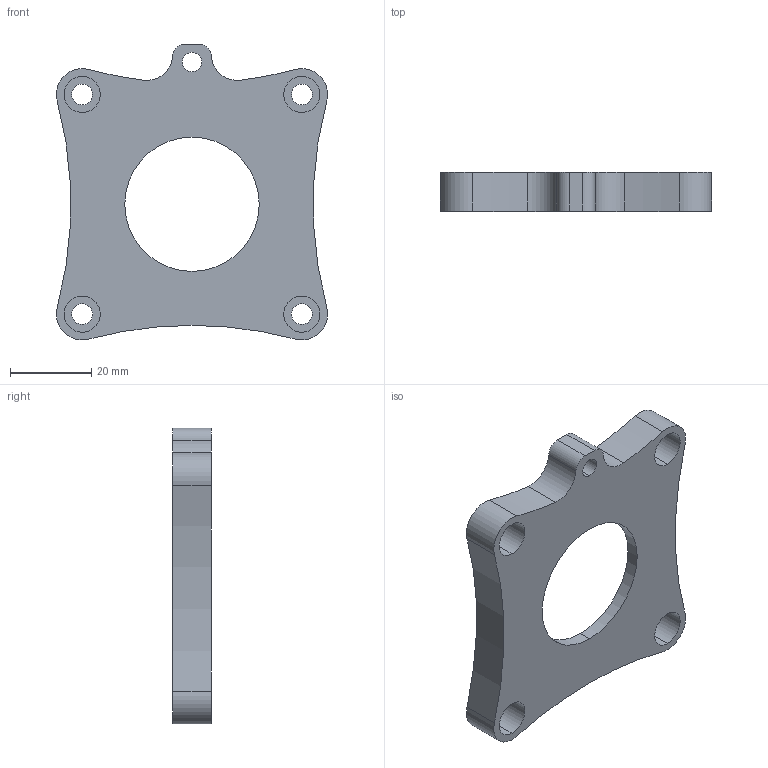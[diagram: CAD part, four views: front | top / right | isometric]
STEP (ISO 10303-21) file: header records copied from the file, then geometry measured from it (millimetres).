
FILE_DESCRIPTION (( 'STEP AP214' ), '1' );
FILE_NAME ('am-3016 S&S Bearing Plate.STEP', '2014-12-18T23:11:29', ( '' ), ( '' ), 'SwSTEP 2.0', 'SolidWorks 2014', '' );
FILE_SCHEMA (( 'AUTOMOTIVE_DESIGN' ));
Length unit declared in the file: inch
Products named in the file (1): am-3016 S&S Bearing Plate
Bounding box: 66.64 x 9.53 x 72.71 mm (x, y, z)
Volume: 17272.6 mm3; surface area: 11202.9 mm2
Topology: 1 solids, 1 shells, 46 faces, 117 edges, 78 vertices
Faces by surface type: cylinder 38, plane 8
Entity records: 1501 total; most frequent: DIRECTION 287, CARTESIAN_POINT 242, ORIENTED_EDGE 234, AXIS2_PLACEMENT_3D 123, EDGE_CURVE 117, VERTEX_POINT 78, CIRCLE 76, EDGE_LOOP 63
